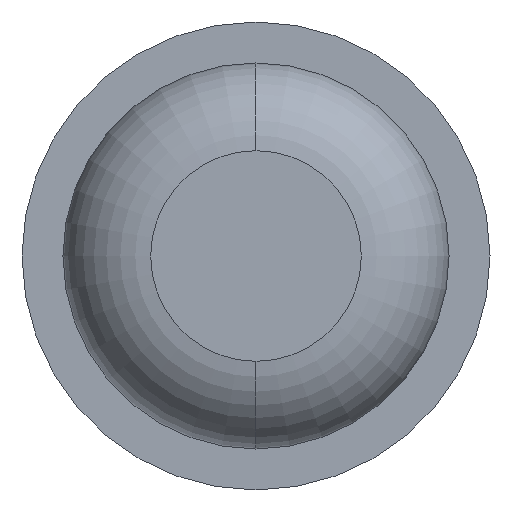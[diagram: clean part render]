
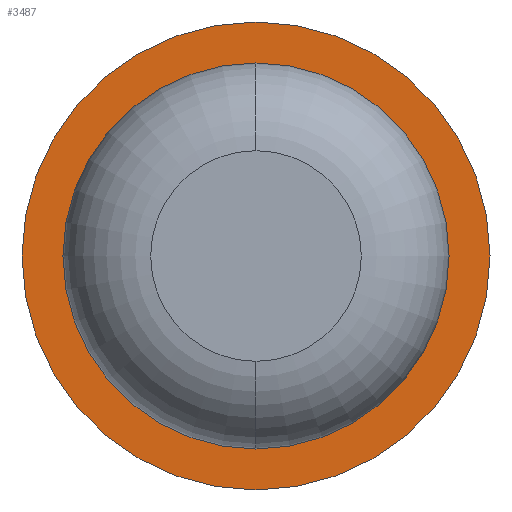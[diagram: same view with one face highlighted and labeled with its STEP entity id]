
A CAD part, front view. The second image highlights one B-rep face of the part: STEP entity #3487.
In plain terms, the highlighted planar face has unit normal (0, -1, 0).
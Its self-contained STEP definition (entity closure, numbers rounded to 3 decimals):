
#29 = DIRECTION ( 'NONE',  ( 0., 1., 0. ) ) ;
#54 = CARTESIAN_POINT ( 'NONE',  ( 0., -9., 0.825 ) ) ;
#221 = ORIENTED_EDGE ( 'NONE', *, *, #1281, .T. ) ;
#272 = DIRECTION ( 'NONE',  ( 0., 1., 0. ) ) ;
#387 = CIRCLE ( 'NONE', #406, 1. ) ;
#406 = AXIS2_PLACEMENT_3D ( 'NONE', #955, #983, #2196 ) ;
#421 = FACE_BOUND ( 'NONE', #3051, .T. ) ;
#473 = CIRCLE ( 'NONE', #1463, 1. ) ;
#486 = CARTESIAN_POINT ( 'NONE',  ( 1., -9., 0. ) ) ;
#529 = DIRECTION ( 'NONE',  ( 0., 1., 0. ) ) ;
#562 = AXIS2_PLACEMENT_3D ( 'NONE', #644, #29, #3028 ) ;
#644 = CARTESIAN_POINT ( 'NONE',  ( 0., -9., 0. ) ) ;
#653 = EDGE_CURVE ( 'Defeature ausgef�hrt1_4+Defeature ausgef�hrt1_0+Defeature ausgef�hrt1_0+Defeature ausgef�hrt1_0', #2959, #1298, #2843, .T. ) ;
#795 = CARTESIAN_POINT ( 'NONE',  ( 0.825, -9., 0. ) ) ;
#955 = CARTESIAN_POINT ( 'NONE',  ( 0., -9., 0. ) ) ;
#983 = DIRECTION ( 'NONE',  ( 0., 1., 0. ) ) ;
#1281 = EDGE_CURVE ( 'Defeature ausgef�hrt1_4+Defeature ausgef�hrt1_0+Defeature ausgef�hrt1_0+Defeature ausgef�hrt1_0', #1298, #2959, #1618, .T. ) ;
#1298 = VERTEX_POINT ( 'NONE', #2153 ) ;
#1435 = EDGE_CURVE ( 'Defeature ausgef�hrt1_5+Defeature ausgef�hrt1_4+Defeature ausgef�hrt1_4+Defeature ausgef�hrt1_4', #2468, #3758, #473, .T. ) ;
#1463 = AXIS2_PLACEMENT_3D ( 'NONE', #2310, #529, #3248 ) ;
#1618 = CIRCLE ( 'NONE', #562, 0.825 ) ;
#1826 = ORIENTED_EDGE ( 'NONE', *, *, #2215, .F. ) ;
#1859 = ORIENTED_EDGE ( 'NONE', *, *, #653, .T. ) ;
#1922 = CARTESIAN_POINT ( 'NONE',  ( 0., -9., 0. ) ) ;
#1950 = EDGE_LOOP ( 'NONE', ( #3241, #1826 ) ) ;
#2153 = CARTESIAN_POINT ( 'NONE',  ( 0., -9., -0.825 ) ) ;
#2196 = DIRECTION ( 'NONE',  ( -1., 0., 0. ) ) ;
#2215 = EDGE_CURVE ( 'Defeature ausgef�hrt1_5+Defeature ausgef�hrt1_4+Defeature ausgef�hrt1_4+Defeature ausgef�hrt1_4', #3758, #2468, #387, .T. ) ;
#2310 = CARTESIAN_POINT ( 'NONE',  ( 0., -9., 0. ) ) ;
#2468 = VERTEX_POINT ( 'NONE', #2646 ) ;
#2642 = DIRECTION ( 'NONE',  ( -1., 0., 0. ) ) ;
#2646 = CARTESIAN_POINT ( 'NONE',  ( -1., -9., 0. ) ) ;
#2662 = DIRECTION ( 'NONE',  ( -1., 0., 0. ) ) ;
#2843 = CIRCLE ( 'NONE', #3575, 0.825 ) ;
#2879 = FACE_OUTER_BOUND ( 'NONE', #1950, .T. ) ;
#2959 = VERTEX_POINT ( 'NONE', #54 ) ;
#3028 = DIRECTION ( 'NONE',  ( -1., 0., 0. ) ) ;
#3051 = EDGE_LOOP ( 'NONE', ( #1859, #221 ) ) ;
#3241 = ORIENTED_EDGE ( 'NONE', *, *, #1435, .F. ) ;
#3248 = DIRECTION ( 'NONE',  ( -1., 0., 0. ) ) ;
#3289 = DIRECTION ( 'NONE',  ( 0., 1., 0. ) ) ;
#3322 = AXIS2_PLACEMENT_3D ( 'NONE', #795, #272, #2642 ) ;
#3487 = ADVANCED_FACE ( 'Defeature ausgef�hrt1_4', ( #2879, #421 ), #3841, .F. ) ;
#3575 = AXIS2_PLACEMENT_3D ( 'NONE', #1922, #3289, #2662 ) ;
#3758 = VERTEX_POINT ( 'NONE', #486 ) ;
#3841 = PLANE ( 'NONE',  #3322 ) ;
